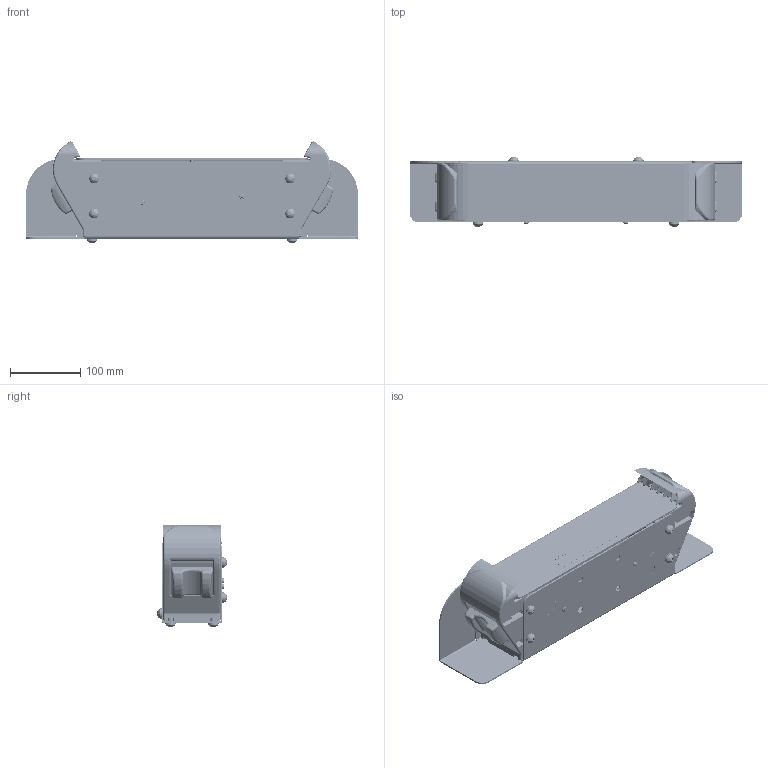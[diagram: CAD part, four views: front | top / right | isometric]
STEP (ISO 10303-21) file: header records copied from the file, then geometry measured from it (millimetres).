
FILE_DESCRIPTION((''),'2;1');
FILE_NAME('193929_ASM','2016-03-07T',('pdmadmin'),(''),'PRO/ENGINEER BY PARAMETRIC TECHNOLOGY CORPORATION, 2013230','PRO/ENGINEER BY PARAMETRIC TECHNOLOGY CORPORATION, 2013230','');
FILE_SCHEMA(('CONFIG_CONTROL_DESIGN'));
Length unit declared in the file: millimetre
Products named in the file (30): 130728_AF0; FH-032-10; PEM_NUT_S-632-2; PEM_S-0518-1; 130728_AF7_ASM; 130729; 127381; 127380; 131332; 63497; 132098_2; STB_BASE_W_132098_CABLE_ASM; 09646_AF1; 64157; 08847; 63489; 132102---STBVP6-RB1E02_ASM; 37960; 08249; 130730; 08499_AF8; 29442; 08499_AF9; 132425; 130727_AF1; FH-032-8; 130727_AF0_ASM; 131632; 77805---STBVP6-RB1_ASM; 193929_ASM
Assembly tree (66 placements, depth 5):
  193929_ASM
    77805---STBVP6-RB1_ASM
      130728_AF7_ASM
        130728_AF0
        FH-032-10
        PEM_NUT_S-632-2  x2
        PEM_S-0518-1  x6
      130729  x2
      127381  x8
      127380  x10
      131332  x10
      132102---STBVP6-RB1E02_ASM  x2
        STB_BASE_W_132098_CABLE_ASM
          63497
          132098_2
        09646_AF1
        64157
        08847
        63489
      37960  x2
      08249  x2
      130730
      08499_AF8
      29442  x2
      08499_AF9
      132425
      130727_AF0_ASM
        130727_AF1
        FH-032-8
      131632
Bounding box: 474 x 99.4 x 145.7 mm (x, y, z)
Volume: 811508.9 mm3; surface area: 656865.4 mm2
Topology: 67 solids, 93 shells, 6943 faces, 18348 edges, 11744 vertices
Faces by surface type: plane 2854, cylinder 2638, bspline 731, torus 244, sphere 192, extrusion 164, cone 120
Entity records: 191251 total; most frequent: CARTESIAN_POINT 91425, ORIENTED_EDGE 21316, DIRECTION 19892, EDGE_CURVE 10683, AXIS2_PLACEMENT_3D 6889, VERTEX_POINT 6847, VECTOR 6114, LINE 6031
